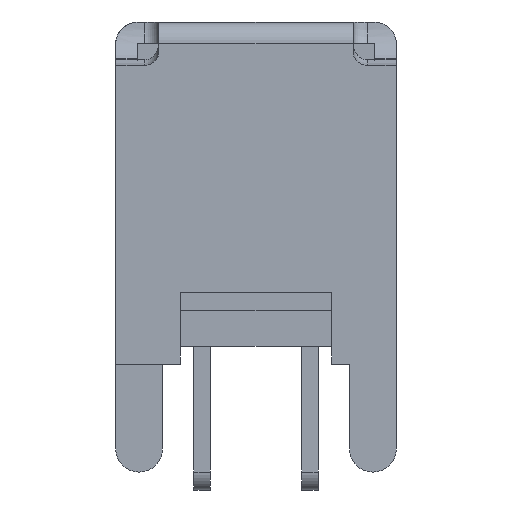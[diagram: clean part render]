
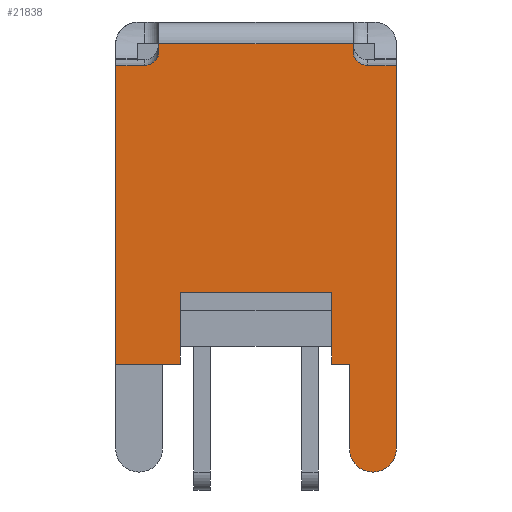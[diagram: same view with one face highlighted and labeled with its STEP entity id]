
A CAD part, left-side view. The second image highlights one B-rep face of the part: STEP entity #21838.
In plain terms, the highlighted planar face has unit normal (-1, 0, 0).
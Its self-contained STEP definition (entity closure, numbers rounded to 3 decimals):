
#20 = CARTESIAN_POINT ( 'NONE',  ( -6.1, -2.1, -6.9 ) ) ;
#423 = DIRECTION ( 'NONE',  ( 0., -1., 0. ) ) ;
#427 = CARTESIAN_POINT ( 'NONE',  ( -6.1, 3.9, -8.9 ) ) ;
#713 = LINE ( 'NONE', #8930, #3972 ) ;
#992 = VERTEX_POINT ( 'NONE', #13291 ) ;
#1026 = VERTEX_POINT ( 'NONE', #17001 ) ;
#1058 = ORIENTED_EDGE ( 'NONE', *, *, #11548, .T. ) ;
#1330 = AXIS2_PLACEMENT_3D ( 'NONE', #14614, #10911, #2082 ) ;
#1371 = LINE ( 'NONE', #18558, #20358 ) ;
#1535 = EDGE_CURVE ( 'NONE', #6485, #7381, #3963, .T. ) ;
#1836 = DIRECTION ( 'NONE',  ( 0., 0., -1. ) ) ;
#1900 = DIRECTION ( 'NONE',  ( 0., 1., 0. ) ) ;
#2028 = EDGE_CURVE ( 'NONE', #8151, #5782, #20774, .T. ) ;
#2082 = DIRECTION ( 'NONE',  ( 0., 0., -1. ) ) ;
#2413 = CIRCLE ( 'NONE', #1330, 0.4 ) ;
#2490 = DIRECTION ( 'NONE',  ( 0., 0., -1. ) ) ;
#2557 = DIRECTION ( 'NONE',  ( 0., 0., 1. ) ) ;
#3095 = CARTESIAN_POINT ( 'NONE',  ( -6.1, -2.6, -11.26 ) ) ;
#3152 = ORIENTED_EDGE ( 'NONE', *, *, #20669, .T. ) ;
#3195 = CARTESIAN_POINT ( 'NONE',  ( -6.1, -3.1, -0.6 ) ) ;
#3496 = CIRCLE ( 'NONE', #16858, 0.64 ) ;
#3536 = ORIENTED_EDGE ( 'NONE', *, *, #11221, .T. ) ;
#3593 = LINE ( 'NONE', #21158, #21517 ) ;
#3963 = LINE ( 'NONE', #15942, #21876 ) ;
#3972 = VECTOR ( 'NONE', #15838, 1000. ) ;
#4135 = CARTESIAN_POINT ( 'NONE',  ( -6.1, -2.1, -10.9 ) ) ;
#4195 = CARTESIAN_POINT ( 'NONE',  ( -6.1, -3.26, -11.9 ) ) ;
#4252 = VECTOR ( 'NONE', #11069, 1000. ) ;
#4347 = DIRECTION ( 'NONE',  ( 0., -1., 0. ) ) ;
#4482 = EDGE_CURVE ( 'NONE', #9167, #18279, #3496, .T. ) ;
#4849 = DIRECTION ( 'NONE',  ( 0., 0., -1. ) ) ;
#4854 = ORIENTED_EDGE ( 'NONE', *, *, #14207, .F. ) ;
#4994 = VERTEX_POINT ( 'NONE', #5048 ) ;
#5048 = CARTESIAN_POINT ( 'NONE',  ( -6.1, 3.1, -0.6 ) ) ;
#5202 = ORIENTED_EDGE ( 'NONE', *, *, #9919, .T. ) ;
#5220 = ORIENTED_EDGE ( 'NONE', *, *, #6888, .T. ) ;
#5273 = ORIENTED_EDGE ( 'NONE', *, *, #22182, .T. ) ;
#5336 = DIRECTION ( 'NONE',  ( 0., 0., -1. ) ) ;
#5496 = DIRECTION ( 'NONE',  ( -1., 0., 0. ) ) ;
#5782 = VERTEX_POINT ( 'NONE', #17921 ) ;
#6069 = CARTESIAN_POINT ( 'NONE',  ( -6.1, -2.1, -6.9 ) ) ;
#6470 = DIRECTION ( 'NONE',  ( 0., -1., 0. ) ) ;
#6485 = VERTEX_POINT ( 'NONE', #14994 ) ;
#6506 = CARTESIAN_POINT ( 'NONE',  ( -6.1, 2.1, -10.9 ) ) ;
#6635 = EDGE_CURVE ( 'NONE', #7533, #21155, #15755, .T. ) ;
#6732 = CARTESIAN_POINT ( 'NONE',  ( -6.1, -3.9, -11.26 ) ) ;
#6789 = ORIENTED_EDGE ( 'NONE', *, *, #1535, .T. ) ;
#6808 = AXIS2_PLACEMENT_3D ( 'NONE', #10529, #20743, #5336 ) ;
#6888 = EDGE_CURVE ( 'NONE', #1026, #5782, #713, .T. ) ;
#6962 = CARTESIAN_POINT ( 'NONE',  ( -6.1, -2.7, -0.2 ) ) ;
#7015 = CARTESIAN_POINT ( 'NONE',  ( -6.1, 2.1, -6.9 ) ) ;
#7021 = ORIENTED_EDGE ( 'NONE', *, *, #20491, .T. ) ;
#7030 = VECTOR ( 'NONE', #4849, 1000. ) ;
#7143 = VECTOR ( 'NONE', #423, 1000. ) ;
#7262 = CARTESIAN_POINT ( 'NONE',  ( -6.1, -3.9, -0.6 ) ) ;
#7381 = VERTEX_POINT ( 'NONE', #427 ) ;
#7533 = VERTEX_POINT ( 'NONE', #3095 ) ;
#7536 = VECTOR ( 'NONE', #8728, 1000. ) ;
#7992 = CARTESIAN_POINT ( 'NONE',  ( -6.1, 2.1, -8.9 ) ) ;
#8012 = LINE ( 'NONE', #13141, #7030 ) ;
#8151 = VERTEX_POINT ( 'NONE', #15559 ) ;
#8200 = VERTEX_POINT ( 'NONE', #6962 ) ;
#8389 = DIRECTION ( 'NONE',  ( 0., 0., 1. ) ) ;
#8404 = CIRCLE ( 'NONE', #8775, 0.4 ) ;
#8728 = DIRECTION ( 'NONE',  ( 0., 0., 1. ) ) ;
#8754 = LINE ( 'NONE', #20927, #10454 ) ;
#8775 = AXIS2_PLACEMENT_3D ( 'NONE', #14503, #21451, #18359 ) ;
#8818 = VECTOR ( 'NONE', #20428, 1000. ) ;
#8930 = CARTESIAN_POINT ( 'NONE',  ( -6.1, 0., 0. ) ) ;
#9167 = VERTEX_POINT ( 'NONE', #4195 ) ;
#9542 = ORIENTED_EDGE ( 'NONE', *, *, #15461, .T. ) ;
#9586 = LINE ( 'NONE', #16504, #17801 ) ;
#9773 = ORIENTED_EDGE ( 'NONE', *, *, #18906, .F. ) ;
#9919 = EDGE_CURVE ( 'NONE', #18643, #8200, #2413, .T. ) ;
#9988 = AXIS2_PLACEMENT_3D ( 'NONE', #21037, #5496, #12407 ) ;
#9992 = VERTEX_POINT ( 'NONE', #7262 ) ;
#10097 = CARTESIAN_POINT ( 'NONE',  ( -6.1, -2.6, -8.9 ) ) ;
#10120 = VERTEX_POINT ( 'NONE', #7015 ) ;
#10454 = VECTOR ( 'NONE', #17382, 1000. ) ;
#10529 = CARTESIAN_POINT ( 'NONE',  ( -6.1, 0., 0. ) ) ;
#10540 = VERTEX_POINT ( 'NONE', #20 ) ;
#10575 = CARTESIAN_POINT ( 'NONE',  ( -6.1, 3.9, -8.9 ) ) ;
#10911 = DIRECTION ( 'NONE',  ( 1., 0., 0. ) ) ;
#11069 = DIRECTION ( 'NONE',  ( 0., 0., -1. ) ) ;
#11219 = ORIENTED_EDGE ( 'NONE', *, *, #14602, .T. ) ;
#11221 = EDGE_CURVE ( 'NONE', #8151, #4994, #8404, .T. ) ;
#11414 = DIRECTION ( 'NONE',  ( 0., -1., 0. ) ) ;
#11548 = EDGE_CURVE ( 'NONE', #21155, #9167, #9586, .T. ) ;
#12407 = DIRECTION ( 'NONE',  ( 0., 0., 1. ) ) ;
#12601 = VECTOR ( 'NONE', #4347, 1000. ) ;
#12677 = ORIENTED_EDGE ( 'NONE', *, *, #4482, .T. ) ;
#12933 = VECTOR ( 'NONE', #2557, 1000. ) ;
#13141 = CARTESIAN_POINT ( 'NONE',  ( -6.1, -2.7, 0. ) ) ;
#13291 = CARTESIAN_POINT ( 'NONE',  ( -6.1, -2.6, -8.9 ) ) ;
#13658 = VECTOR ( 'NONE', #8389, 1000. ) ;
#14207 = EDGE_CURVE ( 'NONE', #6485, #4994, #1371, .T. ) ;
#14442 = CARTESIAN_POINT ( 'NONE',  ( -6.1, -3.9, 0.6 ) ) ;
#14503 = CARTESIAN_POINT ( 'NONE',  ( -6.1, 3.1, -0.2 ) ) ;
#14602 = EDGE_CURVE ( 'NONE', #9992, #18643, #3593, .T. ) ;
#14614 = CARTESIAN_POINT ( 'NONE',  ( -6.1, -3.1, -0.2 ) ) ;
#14848 = CARTESIAN_POINT ( 'NONE',  ( -6.1, -2.1, -8.9 ) ) ;
#14994 = CARTESIAN_POINT ( 'NONE',  ( -6.1, 3.9, -0.6 ) ) ;
#15059 = PLANE ( 'NONE',  #6808 ) ;
#15273 = ORIENTED_EDGE ( 'NONE', *, *, #6635, .T. ) ;
#15461 = EDGE_CURVE ( 'NONE', #992, #7533, #18264, .T. ) ;
#15559 = CARTESIAN_POINT ( 'NONE',  ( -6.1, 2.7, -0.2 ) ) ;
#15755 = CIRCLE ( 'NONE', #9988, 0.64 ) ;
#15838 = DIRECTION ( 'NONE',  ( 0., 1., 0. ) ) ;
#15942 = CARTESIAN_POINT ( 'NONE',  ( -6.1, 3.9, 0.6 ) ) ;
#16504 = CARTESIAN_POINT ( 'NONE',  ( -6.1, -3.24, -11.9 ) ) ;
#16539 = ORIENTED_EDGE ( 'NONE', *, *, #21578, .T. ) ;
#16858 = AXIS2_PLACEMENT_3D ( 'NONE', #17330, #19257, #1836 ) ;
#17001 = CARTESIAN_POINT ( 'NONE',  ( -6.1, -2.7, 0. ) ) ;
#17097 = EDGE_LOOP ( 'NONE', ( #6789, #3152, #16539, #19213, #17601, #5273, #9542, #15273, #1058, #12677, #7021, #11219, #5202, #9773, #5220, #19518, #3536, #4854 ) ) ;
#17330 = CARTESIAN_POINT ( 'NONE',  ( -6.1, -3.26, -11.26 ) ) ;
#17353 = CARTESIAN_POINT ( 'NONE',  ( -6.1, 2.7, 0. ) ) ;
#17382 = DIRECTION ( 'NONE',  ( 0., -1., 0. ) ) ;
#17445 = VERTEX_POINT ( 'NONE', #7992 ) ;
#17601 = ORIENTED_EDGE ( 'NONE', *, *, #20518, .T. ) ;
#17801 = VECTOR ( 'NONE', #11414, 1000. ) ;
#17849 = CARTESIAN_POINT ( 'NONE',  ( -6.1, -3.24, -11.9 ) ) ;
#17921 = CARTESIAN_POINT ( 'NONE',  ( -6.1, 2.7, 0. ) ) ;
#18264 = LINE ( 'NONE', #10097, #8818 ) ;
#18279 = VERTEX_POINT ( 'NONE', #6732 ) ;
#18359 = DIRECTION ( 'NONE',  ( 0., 0., -1. ) ) ;
#18558 = CARTESIAN_POINT ( 'NONE',  ( -6.1, 2.7, -0.6 ) ) ;
#18643 = VERTEX_POINT ( 'NONE', #3195 ) ;
#18906 = EDGE_CURVE ( 'NONE', #1026, #8200, #8012, .T. ) ;
#19213 = ORIENTED_EDGE ( 'NONE', *, *, #21449, .T. ) ;
#19257 = DIRECTION ( 'NONE',  ( -1., 0., 0. ) ) ;
#19305 = LINE ( 'NONE', #10575, #7143 ) ;
#19393 = VERTEX_POINT ( 'NONE', #14848 ) ;
#19518 = ORIENTED_EDGE ( 'NONE', *, *, #2028, .F. ) ;
#19653 = LINE ( 'NONE', #4135, #4252 ) ;
#19947 = FACE_OUTER_BOUND ( 'NONE', #17097, .T. ) ;
#20358 = VECTOR ( 'NONE', #6470, 1000. ) ;
#20428 = DIRECTION ( 'NONE',  ( 0., 0., -1. ) ) ;
#20491 = EDGE_CURVE ( 'NONE', #18279, #9992, #21282, .T. ) ;
#20518 = EDGE_CURVE ( 'NONE', #10540, #19393, #19653, .T. ) ;
#20669 = EDGE_CURVE ( 'NONE', #7381, #17445, #19305, .T. ) ;
#20743 = DIRECTION ( 'NONE',  ( 1., 0., 0. ) ) ;
#20774 = LINE ( 'NONE', #17353, #7536 ) ;
#20927 = CARTESIAN_POINT ( 'NONE',  ( -6.1, 3.9, -8.9 ) ) ;
#21037 = CARTESIAN_POINT ( 'NONE',  ( -6.1, -3.24, -11.26 ) ) ;
#21155 = VERTEX_POINT ( 'NONE', #17849 ) ;
#21158 = CARTESIAN_POINT ( 'NONE',  ( -6.1, -2.7, -0.6 ) ) ;
#21282 = LINE ( 'NONE', #14442, #12933 ) ;
#21449 = EDGE_CURVE ( 'NONE', #10120, #10540, #21588, .T. ) ;
#21451 = DIRECTION ( 'NONE',  ( 1., 0., 0. ) ) ;
#21517 = VECTOR ( 'NONE', #1900, 1000. ) ;
#21578 = EDGE_CURVE ( 'NONE', #17445, #10120, #22143, .T. ) ;
#21588 = LINE ( 'NONE', #6069, #12601 ) ;
#21838 = ADVANCED_FACE ( 'NONE', ( #19947 ), #15059, .F. ) ;
#21876 = VECTOR ( 'NONE', #2490, 1000. ) ;
#22143 = LINE ( 'NONE', #6506, #13658 ) ;
#22182 = EDGE_CURVE ( 'NONE', #19393, #992, #8754, .T. ) ;
